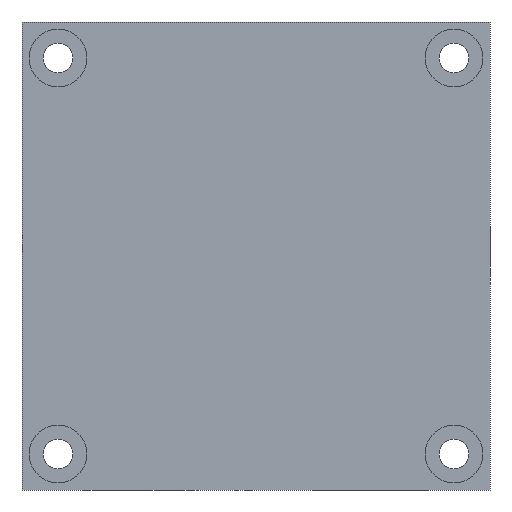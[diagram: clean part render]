
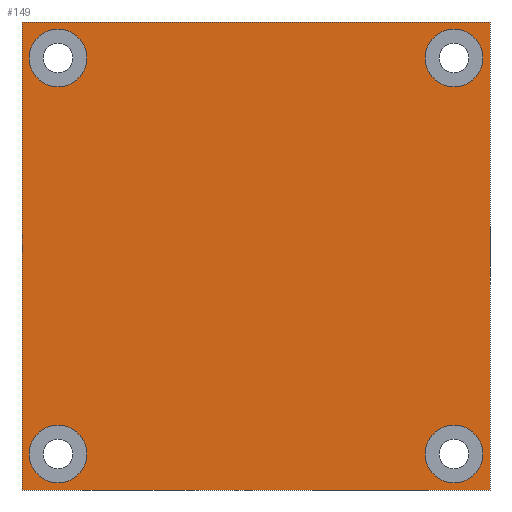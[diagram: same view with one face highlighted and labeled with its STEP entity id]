
A CAD part, front view. The second image highlights one B-rep face of the part: STEP entity #149.
In plain terms, the highlighted planar face has unit normal (0, -1, 0).
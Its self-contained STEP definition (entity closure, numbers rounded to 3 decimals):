
#149 = ADVANCED_FACE( '', ( #353, #354, #355, #356, #357 ), #358, .F. );
#353 = FACE_BOUND( '', #589, .T. );
#354 = FACE_BOUND( '', #590, .T. );
#355 = FACE_OUTER_BOUND( '', #591, .T. );
#356 = FACE_BOUND( '', #592, .T. );
#357 = FACE_BOUND( '', #593, .T. );
#358 = PLANE( '', #594 );
#589 = EDGE_LOOP( '', ( #898 ) );
#590 = EDGE_LOOP( '', ( #899 ) );
#591 = EDGE_LOOP( '', ( #900, #901, #902, #903 ) );
#592 = EDGE_LOOP( '', ( #904 ) );
#593 = EDGE_LOOP( '', ( #905 ) );
#594 = AXIS2_PLACEMENT_3D( '', #906, #907, #908 );
#898 = ORIENTED_EDGE( '', *, *, #1122, .F. );
#899 = ORIENTED_EDGE( '', *, *, #1065, .F. );
#900 = ORIENTED_EDGE( '', *, *, #1085, .T. );
#901 = ORIENTED_EDGE( '', *, *, #1123, .F. );
#902 = ORIENTED_EDGE( '', *, *, #1043, .F. );
#903 = ORIENTED_EDGE( '', *, *, #1124, .T. );
#904 = ORIENTED_EDGE( '', *, *, #1118, .F. );
#905 = ORIENTED_EDGE( '', *, *, #1125, .F. );
#906 = CARTESIAN_POINT( '', ( -32.5, 0., 65. ) );
#907 = DIRECTION( '', ( 0., 1., 0. ) );
#908 = DIRECTION( '', ( 0., 0., 1. ) );
#1043 = EDGE_CURVE( '', #1176, #1178, #1179, .T. );
#1065 = EDGE_CURVE( '', #1214, #1214, #1215, .T. );
#1085 = EDGE_CURVE( '', #1244, #1246, #1248, .T. );
#1118 = EDGE_CURVE( '', #1296, #1296, #1297, .T. );
#1122 = EDGE_CURVE( '', #1302, #1302, #1303, .T. );
#1123 = EDGE_CURVE( '', #1178, #1246, #1304, .T. );
#1124 = EDGE_CURVE( '', #1176, #1244, #1305, .T. );
#1125 = EDGE_CURVE( '', #1306, #1306, #1307, .T. );
#1176 = VERTEX_POINT( '', #1363 );
#1178 = VERTEX_POINT( '', #1366 );
#1179 = LINE( '', #1367, #1368 );
#1214 = VERTEX_POINT( '', #1405 );
#1215 = CIRCLE( '', #1406, 4. );
#1244 = VERTEX_POINT( '', #1503 );
#1246 = VERTEX_POINT( '', #1506 );
#1248 = LINE( '', #1509, #1510 );
#1296 = VERTEX_POINT( '', #1558 );
#1297 = CIRCLE( '', #1559, 4. );
#1302 = VERTEX_POINT( '', #1564 );
#1303 = CIRCLE( '', #1565, 4. );
#1304 = LINE( '', #1566, #1567 );
#1305 = LINE( '', #1568, #1569 );
#1306 = VERTEX_POINT( '', #1570 );
#1307 = CIRCLE( '', #1571, 4. );
#1363 = CARTESIAN_POINT( '', ( -32.5, 0., 65. ) );
#1366 = CARTESIAN_POINT( '', ( 32.5, 0., 65. ) );
#1367 = CARTESIAN_POINT( '', ( -32.5, 0., 65. ) );
#1368 = VECTOR( '', #1631, 1000. );
#1405 = CARTESIAN_POINT( '', ( 27.5, 0., 1. ) );
#1406 = AXIS2_PLACEMENT_3D( '', #1670, #1671, #1672 );
#1503 = CARTESIAN_POINT( '', ( -32.5, 0., 0. ) );
#1506 = CARTESIAN_POINT( '', ( 32.5, 0., 0. ) );
#1509 = CARTESIAN_POINT( '', ( -32.5, 0., 0. ) );
#1510 = VECTOR( '', #1702, 1000. );
#1558 = CARTESIAN_POINT( '', ( -27.5, 0., 1. ) );
#1559 = AXIS2_PLACEMENT_3D( '', #1748, #1749, #1750 );
#1564 = CARTESIAN_POINT( '', ( 27.5, 0., 56. ) );
#1565 = AXIS2_PLACEMENT_3D( '', #1754, #1755, #1756 );
#1566 = CARTESIAN_POINT( '', ( 32.5, 0., 65. ) );
#1567 = VECTOR( '', #1757, 1000. );
#1568 = CARTESIAN_POINT( '', ( -32.5, 0., 65. ) );
#1569 = VECTOR( '', #1758, 1000. );
#1570 = CARTESIAN_POINT( '', ( -27.5, 0., 56. ) );
#1571 = AXIS2_PLACEMENT_3D( '', #1759, #1760, #1761 );
#1631 = DIRECTION( '', ( 1., 0., 0. ) );
#1670 = CARTESIAN_POINT( '', ( 27.5, 0., 5. ) );
#1671 = DIRECTION( '', ( 0., -1., 0. ) );
#1672 = DIRECTION( '', ( 0., 0., -1. ) );
#1702 = DIRECTION( '', ( 1., 0., 0. ) );
#1748 = CARTESIAN_POINT( '', ( -27.5, 0., 5. ) );
#1749 = DIRECTION( '', ( 0., -1., 0. ) );
#1750 = DIRECTION( '', ( 0., 0., -1. ) );
#1754 = CARTESIAN_POINT( '', ( 27.5, 0., 60. ) );
#1755 = DIRECTION( '', ( 0., -1., 0. ) );
#1756 = DIRECTION( '', ( 0., 0., -1. ) );
#1757 = DIRECTION( '', ( 0., 0., -1. ) );
#1758 = DIRECTION( '', ( 0., 0., -1. ) );
#1759 = CARTESIAN_POINT( '', ( -27.5, 0., 60. ) );
#1760 = DIRECTION( '', ( 0., -1., 0. ) );
#1761 = DIRECTION( '', ( 0., 0., -1. ) );
